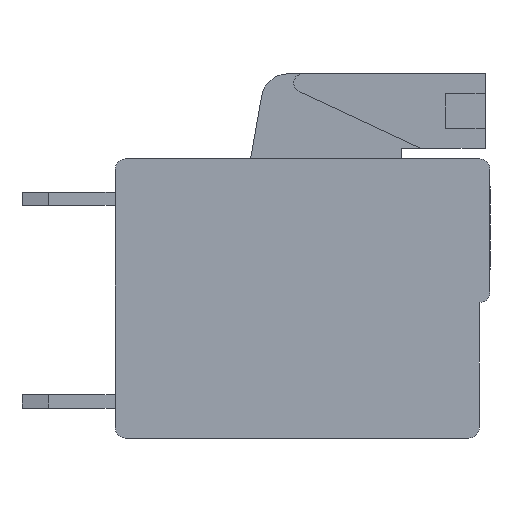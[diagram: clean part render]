
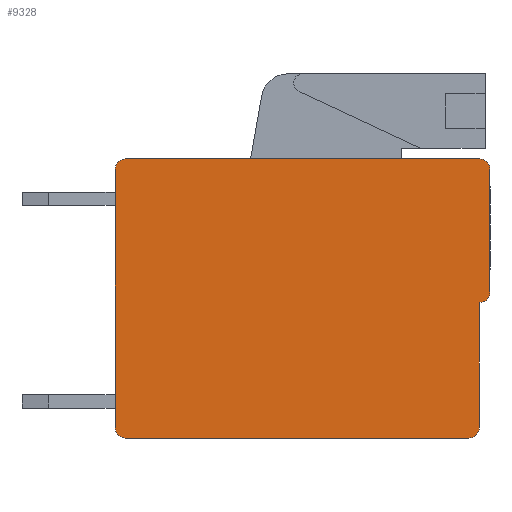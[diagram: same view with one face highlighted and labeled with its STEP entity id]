
A CAD part, front view. The second image highlights one B-rep face of the part: STEP entity #9328.
In plain terms, the highlighted planar face has unit normal (0, -1, 0).
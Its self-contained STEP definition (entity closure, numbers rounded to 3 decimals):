
#207=DIRECTION('',(-1.,0.,0.));
#208=VECTOR('',#207,13.3);
#209=CARTESIAN_POINT('',(13.7,-35.56,
0.));
#210=LINE('',#209,#208);
#1731=DIRECTION('',(0.,0.,1.));
#1732=VECTOR('',#1731,4.6);
#1733=CARTESIAN_POINT('',(14.1,-35.56,-5.));
#1734=LINE('',#1733,#1732);
#2097=DIRECTION('',(0.,0.,1.));
#2098=VECTOR('',#2097,4.7);
#2099=CARTESIAN_POINT('',(13.7,-35.56,-10.1));
#2100=LINE('',#2099,#2098);
#2105=DIRECTION('',(1.,0.,0.));
#2106=VECTOR('',#2105,12.9);
#2107=CARTESIAN_POINT('',(0.4,-35.56,
-10.5));
#2108=LINE('',#2107,#2106);
#2369=DIRECTION('',(0.,0.,-1.));
#2370=VECTOR('',#2369,9.7);
#2371=CARTESIAN_POINT('',(0.,-35.56,
-0.4));
#2372=LINE('',#2371,#2370);
#3165=CARTESIAN_POINT('',(0.4,-35.56,
-10.1));
#3166=DIRECTION('',(0.,1.,0.));
#3167=DIRECTION('',(0.,0.,-1.));
#3168=AXIS2_PLACEMENT_3D('',#3165,#3166,#3167);
#3170=CARTESIAN_POINT('',(0.4,-35.56,
-0.4));
#3171=DIRECTION('',(0.,1.,0.));
#3172=DIRECTION('',(-1.,0.,0.));
#3173=AXIS2_PLACEMENT_3D('',#3170,#3171,#3172);
#3175=CARTESIAN_POINT('',(13.7,-35.56,-0.4));
#3176=DIRECTION('',(0.,1.,0.));
#3177=DIRECTION('',(0.,0.,1.));
#3178=AXIS2_PLACEMENT_3D('',#3175,#3176,#3177);
#3180=CARTESIAN_POINT('',(13.7,-35.56,-5.));
#3181=DIRECTION('',(0.,1.,0.));
#3182=DIRECTION('',(1.,0.,0.));
#3183=AXIS2_PLACEMENT_3D('',#3180,#3181,#3182);
#3185=CARTESIAN_POINT('',(13.3,-35.56,-10.1));
#3186=DIRECTION('',(0.,1.,0.));
#3187=DIRECTION('',(1.,0.,0.));
#3188=AXIS2_PLACEMENT_3D('',#3185,#3186,#3187);
#4365=CARTESIAN_POINT('',(13.7,-35.56,
0.));
#4366=CARTESIAN_POINT('',(0.4,-35.56,
0.));
#4367=VERTEX_POINT('',#4365);
#4368=VERTEX_POINT('',#4366);
#4369=CARTESIAN_POINT('',(0.,-35.56,
-0.4));
#4370=CARTESIAN_POINT('',(0.,-35.56,
-10.1));
#4371=VERTEX_POINT('',#4369);
#4372=VERTEX_POINT('',#4370);
#4389=CARTESIAN_POINT('',(0.4,-35.56,
-10.5));
#4390=VERTEX_POINT('',#4389);
#4391=CARTESIAN_POINT('',(14.1,-35.56,-0.4));
#4392=VERTEX_POINT('',#4391);
#4393=CARTESIAN_POINT('',(14.1,-35.56,-5.));
#4394=VERTEX_POINT('',#4393);
#4395=CARTESIAN_POINT('',(13.7,-35.56,-5.4));
#4396=VERTEX_POINT('',#4395);
#4397=CARTESIAN_POINT('',(13.7,-35.56,-10.1));
#4398=VERTEX_POINT('',#4397);
#4399=CARTESIAN_POINT('',(13.3,-35.56,
-10.5));
#4400=VERTEX_POINT('',#4399);
#9311=CARTESIAN_POINT('',(7.05,-35.56,-5.25));
#9312=DIRECTION('',(0.,1.,0.));
#9313=DIRECTION('',(1.,0.,0.));
#9314=AXIS2_PLACEMENT_3D('',#9311,#9312,#9313);
#9315=PLANE('',#9314);
#9316=ORIENTED_EDGE('',*,*,#7699,.T.);
#9317=ORIENTED_EDGE('',*,*,#7721,.F.);
#9318=ORIENTED_EDGE('',*,*,#9303,.T.);
#9319=ORIENTED_EDGE('',*,*,#4645,.F.);
#9320=ORIENTED_EDGE('',*,*,#6741,.T.);
#9321=ORIENTED_EDGE('',*,*,#6756,.F.);
#9322=ORIENTED_EDGE('',*,*,#7625,.T.);
#9323=ORIENTED_EDGE('',*,*,#7640,.F.);
#9324=ORIENTED_EDGE('',*,*,#7655,.T.);
#9325=ORIENTED_EDGE('',*,*,#7672,.F.);
#9326=EDGE_LOOP('',(#9316,#9317,#9318,#9319,#9320,#9321,#9322,#9323,#9324,
#9325));
#9327=FACE_OUTER_BOUND('',#9326,.F.);
#3169=CIRCLE('',#3168,0.4);
#3174=CIRCLE('',#3173,0.4);
#3179=CIRCLE('',#3178,0.4);
#3184=CIRCLE('',#3183,0.4);
#3189=CIRCLE('',#3188,0.4);
#4645=EDGE_CURVE('',#4367,#4368,#210,.T.);
#6741=EDGE_CURVE('',#4367,#4392,#3179,.T.);
#6756=EDGE_CURVE('',#4394,#4392,#1734,.T.);
#7625=EDGE_CURVE('',#4394,#4396,#3184,.T.);
#7640=EDGE_CURVE('',#4398,#4396,#2100,.T.);
#7655=EDGE_CURVE('',#4398,#4400,#3189,.T.);
#7672=EDGE_CURVE('',#4390,#4400,#2108,.T.);
#7699=EDGE_CURVE('',#4390,#4372,#3169,.T.);
#7721=EDGE_CURVE('',#4371,#4372,#2372,.T.);
#9303=EDGE_CURVE('',#4371,#4368,#3174,.T.);
#9328=ADVANCED_FACE('',(#9327),#9315,.F.);
